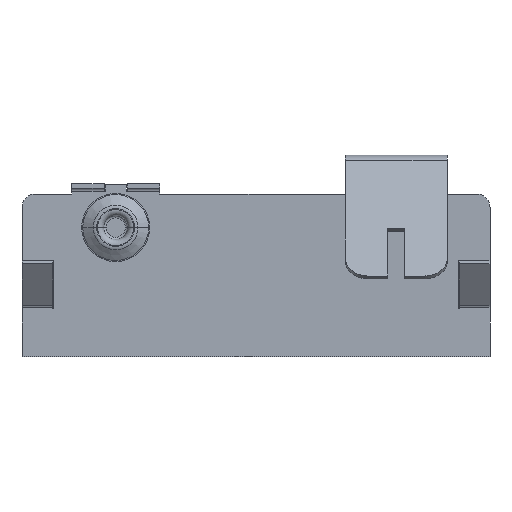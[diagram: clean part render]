
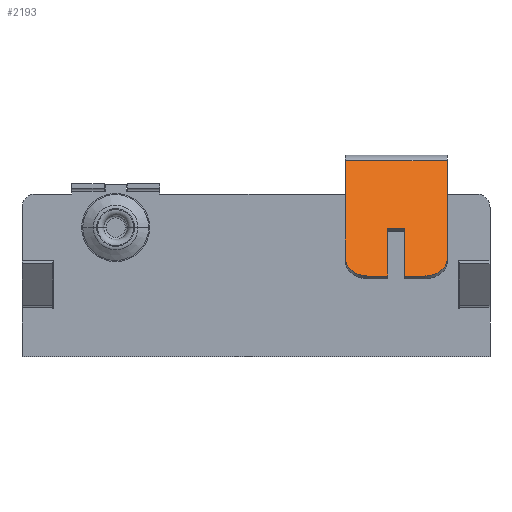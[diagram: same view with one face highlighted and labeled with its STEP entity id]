
A CAD part, top view. The second image highlights one B-rep face of the part: STEP entity #2193.
In plain terms, the highlighted planar face has unit normal (0, 0.619, 0.786).
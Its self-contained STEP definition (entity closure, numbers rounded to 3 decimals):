
#3 = CARTESIAN_POINT ( 'NONE',  ( 4.68, 4.21, 6.1 ) ) ;
#35 = ORIENTED_EDGE ( 'NONE', *, *, #1358, .T. ) ;
#38 = DIRECTION ( 'NONE',  ( 0., -0.786, 0.619 ) ) ;
#165 = FACE_OUTER_BOUND ( 'NONE', #1294, .T. ) ;
#205 = DIRECTION ( 'NONE',  ( 0., -0.786, 0.619 ) ) ;
#211 = CARTESIAN_POINT ( 'NONE',  ( 5.88, 5.153, 5.357 ) ) ;
#263 = EDGE_CURVE ( 'NONE', #2634, #387, #1683, .T. ) ;
#273 = LINE ( 'NONE', #419, #1146 ) ;
#285 = CARTESIAN_POINT ( 'NONE',  ( 10.02, 5.153, 5.357 ) ) ;
#292 = ORIENTED_EDGE ( 'NONE', *, *, #723, .T. ) ;
#306 = CARTESIAN_POINT ( 'NONE',  ( 4.68, 4.21, 6.1 ) ) ;
#387 = VERTEX_POINT ( 'NONE', #1936 ) ;
#416 = LINE ( 'NONE', #3, #1210 ) ;
#419 = CARTESIAN_POINT ( 'NONE',  ( 6.9, 4.577, 5.811 ) ) ;
#434 = AXIS2_PLACEMENT_3D ( 'NONE', #1632, #2681, #556 ) ;
#474 = DIRECTION ( 'NONE',  ( 0., -0.619, -0.786 ) ) ;
#518 = CARTESIAN_POINT ( 'NONE',  ( 10.02, 10.254, 1.339 ) ) ;
#524 = VECTOR ( 'NONE', #1219, 1000. ) ;
#556 = DIRECTION ( 'NONE',  ( 0., -0.786, 0.619 ) ) ;
#575 = AXIS2_PLACEMENT_3D ( 'NONE', #211, #1296, #38 ) ;
#592 = PLANE ( 'NONE',  #434 ) ;
#599 = VERTEX_POINT ( 'NONE', #1585 ) ;
#633 = CIRCLE ( 'NONE', #575, 1.2 ) ;
#693 = CARTESIAN_POINT ( 'NONE',  ( 4.68, 10.254, 1.339 ) ) ;
#716 = CARTESIAN_POINT ( 'NONE',  ( 8.82, 5.153, 5.357 ) ) ;
#723 = EDGE_CURVE ( 'NONE', #2202, #828, #273, .T. ) ;
#764 = ORIENTED_EDGE ( 'NONE', *, *, #2738, .T. ) ;
#809 = VECTOR ( 'NONE', #2042, 1000. ) ;
#828 = VERTEX_POINT ( 'NONE', #2736 ) ;
#875 = EDGE_CURVE ( 'NONE', #599, #2202, #416, .T. ) ;
#935 = ORIENTED_EDGE ( 'NONE', *, *, #966, .F. ) ;
#943 = CARTESIAN_POINT ( 'NONE',  ( 10.02, 4.21, 6.1 ) ) ;
#966 = EDGE_CURVE ( 'NONE', #1997, #1125, #1722, .T. ) ;
#1022 = CARTESIAN_POINT ( 'NONE',  ( 6.9, 4.21, 6.1 ) ) ;
#1103 = ORIENTED_EDGE ( 'NONE', *, *, #2438, .T. ) ;
#1112 = LINE ( 'NONE', #943, #1490 ) ;
#1125 = VERTEX_POINT ( 'NONE', #1394 ) ;
#1146 = VECTOR ( 'NONE', #1234, 1000. ) ;
#1167 = VERTEX_POINT ( 'NONE', #1388 ) ;
#1210 = VECTOR ( 'NONE', #2599, 1000. ) ;
#1219 = DIRECTION ( 'NONE',  ( 0., 0.786, -0.619 ) ) ;
#1234 = DIRECTION ( 'NONE',  ( 0., 0.786, -0.619 ) ) ;
#1294 = EDGE_LOOP ( 'NONE', ( #935, #2076, #1515, #35, #1103, #2323, #292, #1699, #2101, #764 ) ) ;
#1296 = DIRECTION ( 'NONE',  ( 0., 0.619, 0.786 ) ) ;
#1358 = EDGE_CURVE ( 'NONE', #1167, #2677, #2183, .T. ) ;
#1376 = LINE ( 'NONE', #1418, #809 ) ;
#1387 = LINE ( 'NONE', #693, #2444 ) ;
#1388 = CARTESIAN_POINT ( 'NONE',  ( 4.68, 10.254, 1.339 ) ) ;
#1394 = CARTESIAN_POINT ( 'NONE',  ( 8.82, 4.21, 6.1 ) ) ;
#1409 = CARTESIAN_POINT ( 'NONE',  ( 7.8, 4.21, 6.1 ) ) ;
#1418 = CARTESIAN_POINT ( 'NONE',  ( 0., 6.724, 4.12 ) ) ;
#1459 = EDGE_CURVE ( 'NONE', #1167, #2093, #1387, .T. ) ;
#1490 = VECTOR ( 'NONE', #1779, 1000. ) ;
#1515 = ORIENTED_EDGE ( 'NONE', *, *, #1459, .F. ) ;
#1585 = CARTESIAN_POINT ( 'NONE',  ( 5.88, 4.21, 6.1 ) ) ;
#1627 = VECTOR ( 'NONE', #205, 1000. ) ;
#1632 = CARTESIAN_POINT ( 'NONE',  ( 4.68, 4.21, 6.1 ) ) ;
#1683 = LINE ( 'NONE', #2748, #524 ) ;
#1699 = ORIENTED_EDGE ( 'NONE', *, *, #2692, .T. ) ;
#1722 = CIRCLE ( 'NONE', #2235, 1.2 ) ;
#1744 = LINE ( 'NONE', #306, #2100 ) ;
#1779 = DIRECTION ( 'NONE',  ( 0., -0.786, 0.619 ) ) ;
#1834 = CARTESIAN_POINT ( 'NONE',  ( 4.68, 5.153, 5.357 ) ) ;
#1936 = CARTESIAN_POINT ( 'NONE',  ( 7.8, 6.724, 4.12 ) ) ;
#1997 = VERTEX_POINT ( 'NONE', #285 ) ;
#2013 = DIRECTION ( 'NONE',  ( 1., 0., 0. ) ) ;
#2042 = DIRECTION ( 'NONE',  ( 1., 0., 0. ) ) ;
#2076 = ORIENTED_EDGE ( 'NONE', *, *, #2563, .F. ) ;
#2093 = VERTEX_POINT ( 'NONE', #518 ) ;
#2100 = VECTOR ( 'NONE', #2013, 1000. ) ;
#2101 = ORIENTED_EDGE ( 'NONE', *, *, #263, .F. ) ;
#2183 = LINE ( 'NONE', #2547, #1627 ) ;
#2186 = DIRECTION ( 'NONE',  ( 0., -0.786, 0.619 ) ) ;
#2193 = ADVANCED_FACE ( 'NONE', ( #165 ), #592, .T. ) ;
#2202 = VERTEX_POINT ( 'NONE', #1022 ) ;
#2235 = AXIS2_PLACEMENT_3D ( 'NONE', #716, #474, #2186 ) ;
#2323 = ORIENTED_EDGE ( 'NONE', *, *, #875, .T. ) ;
#2340 = DIRECTION ( 'NONE',  ( 1., 0., 0. ) ) ;
#2438 = EDGE_CURVE ( 'NONE', #2677, #599, #633, .T. ) ;
#2444 = VECTOR ( 'NONE', #2340, 1000. ) ;
#2547 = CARTESIAN_POINT ( 'NONE',  ( 4.68, 4.21, 6.1 ) ) ;
#2563 = EDGE_CURVE ( 'NONE', #2093, #1997, #1112, .T. ) ;
#2599 = DIRECTION ( 'NONE',  ( 1., 0., 0. ) ) ;
#2634 = VERTEX_POINT ( 'NONE', #1409 ) ;
#2677 = VERTEX_POINT ( 'NONE', #1834 ) ;
#2681 = DIRECTION ( 'NONE',  ( 0., 0.619, 0.786 ) ) ;
#2692 = EDGE_CURVE ( 'NONE', #828, #387, #1376, .T. ) ;
#2736 = CARTESIAN_POINT ( 'NONE',  ( 6.9, 6.724, 4.12 ) ) ;
#2738 = EDGE_CURVE ( 'NONE', #2634, #1125, #1744, .T. ) ;
#2748 = CARTESIAN_POINT ( 'NONE',  ( 7.8, 4.577, 5.811 ) ) ;
